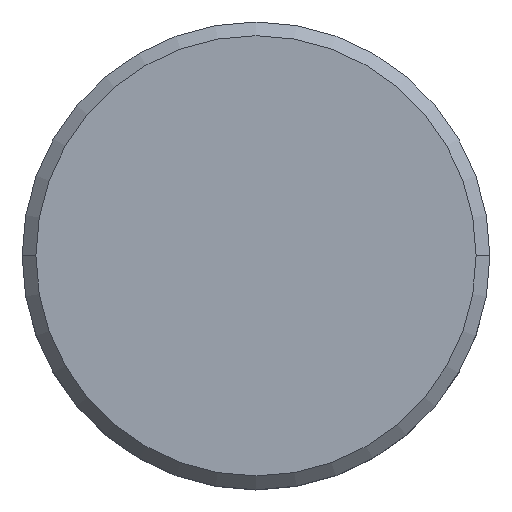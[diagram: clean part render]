
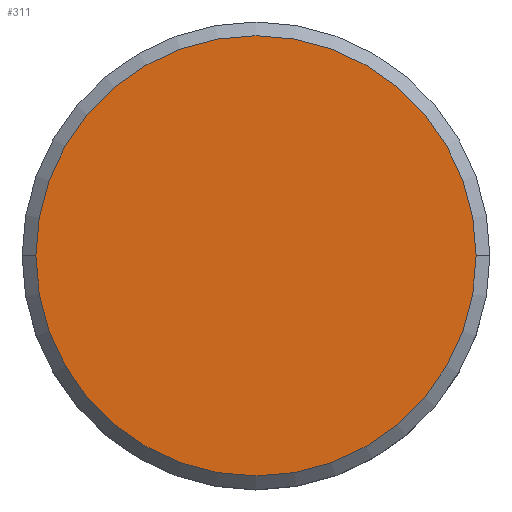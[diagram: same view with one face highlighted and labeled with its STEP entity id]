
A CAD part, top view. The second image highlights one B-rep face of the part: STEP entity #311.
In plain terms, the highlighted planar face has unit normal (0, 0, 1).
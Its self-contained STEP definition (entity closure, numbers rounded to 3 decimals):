
#12 = ORIENTED_EDGE ( 'NONE', *, *, #38, .T. ) ;
#38 = EDGE_CURVE ( 'NONE', #1034, #172, #834, .T. ) ;
#100 = DIRECTION ( 'NONE',  ( 1., 0., 0. ) ) ;
#109 = PLANE ( 'NONE',  #1081 ) ;
#167 = DIRECTION ( 'NONE',  ( 1., 0., 0. ) ) ;
#172 = VERTEX_POINT ( 'NONE', #635 ) ;
#226 = DIRECTION ( 'NONE',  ( 0., 0., 1. ) ) ;
#300 = DIRECTION ( 'NONE',  ( 0., 0., 1. ) ) ;
#311 = ADVANCED_FACE ( 'NONE', ( #555 ), #109, .T. ) ;
#365 = CIRCLE ( 'NONE', #856, 8. ) ;
#494 = CARTESIAN_POINT ( 'NONE',  ( 0., 0., 0. ) ) ;
#555 = FACE_OUTER_BOUND ( 'NONE', #955, .T. ) ;
#563 = ORIENTED_EDGE ( 'NONE', *, *, #730, .T. ) ;
#635 = CARTESIAN_POINT ( 'NONE',  ( -8., 0., 0. ) ) ;
#671 = DIRECTION ( 'NONE',  ( 1., 0., 0. ) ) ;
#718 = AXIS2_PLACEMENT_3D ( 'NONE', #494, #226, #167 ) ;
#730 = EDGE_CURVE ( 'NONE', #172, #1034, #365, .T. ) ;
#735 = CARTESIAN_POINT ( 'NONE',  ( 0., 0., 0. ) ) ;
#834 = CIRCLE ( 'NONE', #718, 8. ) ;
#856 = AXIS2_PLACEMENT_3D ( 'NONE', #1097, #300, #671 ) ;
#902 = DIRECTION ( 'NONE',  ( 0., 0., 1. ) ) ;
#955 = EDGE_LOOP ( 'NONE', ( #563, #12 ) ) ;
#1034 = VERTEX_POINT ( 'NONE', #1061 ) ;
#1061 = CARTESIAN_POINT ( 'NONE',  ( 8., 0., 0. ) ) ;
#1081 = AXIS2_PLACEMENT_3D ( 'NONE', #735, #902, #100 ) ;
#1097 = CARTESIAN_POINT ( 'NONE',  ( 0., 0., 0. ) ) ;
